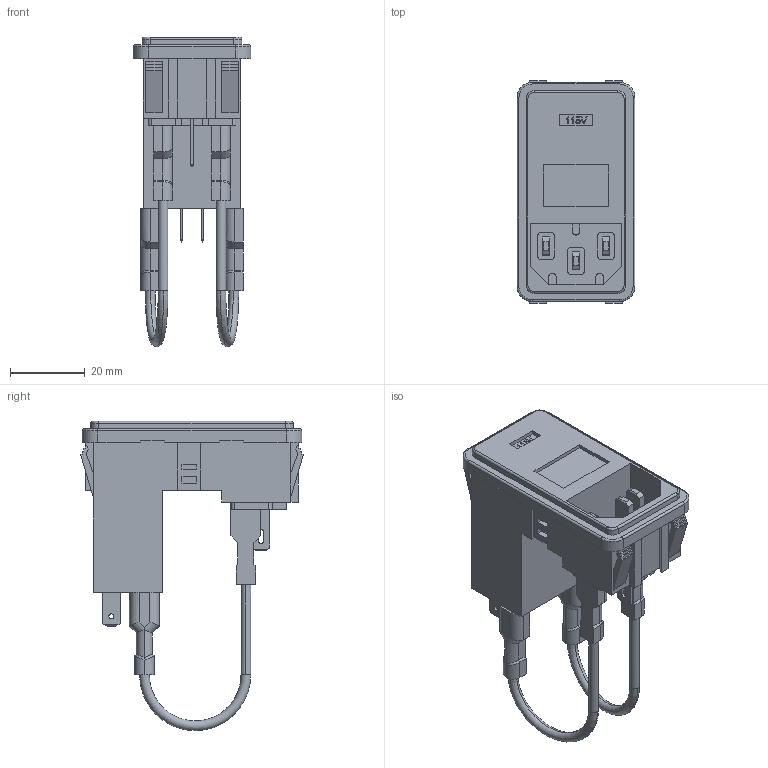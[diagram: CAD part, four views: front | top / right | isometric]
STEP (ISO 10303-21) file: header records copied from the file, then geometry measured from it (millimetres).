
FILE_DESCRIPTION (( 'STEP AP214' ), '1' );
FILE_NAME ('83543530.STEP', '2013-07-31T21:05:38', ( 'ATS DESKTOP 3' ), ( 'Microsoft' ), 'SwSTEP 2.0', 'SolidWorks 2013', '' );
FILE_SCHEMA (( 'AUTOMOTIVE_DESIGN' ));
Length unit declared in the file: inch
Products named in the file (5): 83543530; Part9^83543530; Part8^83543530; 83543530 CONNECTOR; 83543030
Assembly tree (7 placements, depth 2):
  83543530
    83543030
    83543530 CONNECTOR  x4
    Part8^83543530
    Part9^83543530
Bounding box: 31.49 x 59.52 x 82.63 mm (x, y, z)
Volume: 36095.8 mm3; surface area: 19191.6 mm2
Topology: 7 solids, 7 shells, 657 faces, 1750 edges, 1159 vertices
Faces by surface type: plane 491, cylinder 117, bspline 45, torus 4
Entity records: 22600 total; most frequent: CARTESIAN_POINT 5895, ORIENTED_EDGE 3134, DIRECTION 2676, EDGE_CURVE 1567, LINE 1278, VECTOR 1278, VERTEX_POINT 1048, AXIS2_PLACEMENT_3D 699
